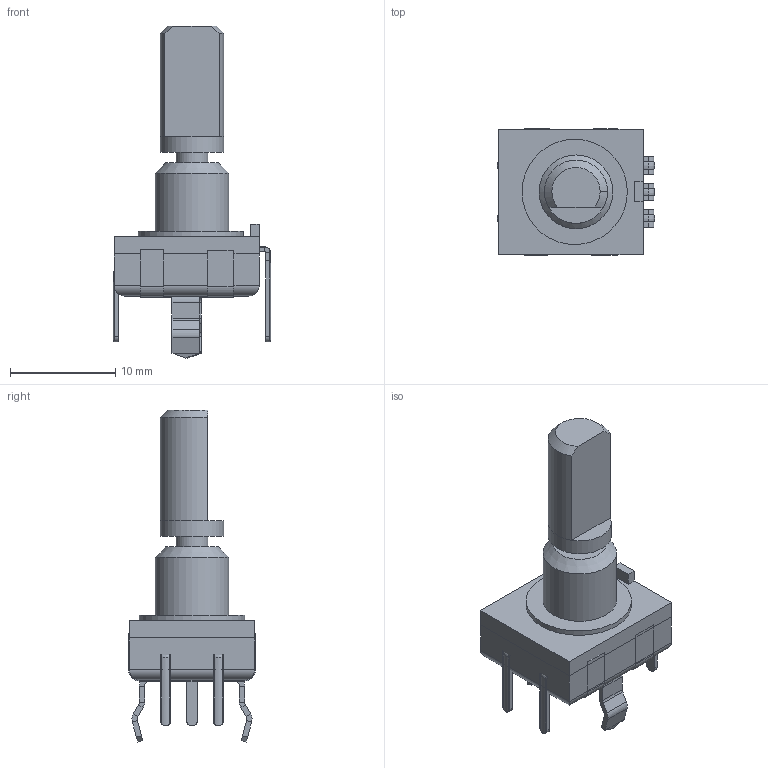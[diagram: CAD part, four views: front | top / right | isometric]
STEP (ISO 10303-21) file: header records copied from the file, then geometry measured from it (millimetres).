
FILE_DESCRIPTION(('FreeCAD Model'),'2;1');
FILE_NAME('Open CASCADE Shape Model','2024-07-01T17:45:31',(''),(''), 'Open CASCADE STEP processor 7.6','FreeCAD','Unknown');
FILE_SCHEMA(('AUTOMOTIVE_DESIGN { 1 0 10303 214 1 1 1 1 }'));
Length unit declared in the file: millimetre
Products named in the file (10): EC-China; Body; BodyBlue; Shaft; Klammer; TerminalA; TerminalC; TerminalB; TerminalD; TerminalE
Assembly tree (9 placements, depth 2):
  EC-China
    Body
    BodyBlue
    Shaft
    Klammer
    TerminalA
    TerminalC
    TerminalB
    TerminalD
    TerminalE
Bounding box: 14.93 x 12 x 31.53 mm (x, y, z)
Volume: 1648.7 mm3; surface area: 2039 mm2
Topology: 9 solids, 9 shells, 262 faces, 564 edges, 323 vertices
Faces by surface type: plane 189, cylinder 65, revolution 5, cone 3
Full cylindrical faces by diameter (mm): 3 x1, 6 x1, 7 x1, 10 x1
Entity records: 7221 total; most frequent: CARTESIAN_POINT 1274, DIRECTION 1229, ORIENTED_EDGE 1128, EDGE_CURVE 564, LINE 428, VECTOR 428, AXIS2_PLACEMENT_3D 398, VERTEX_POINT 323
